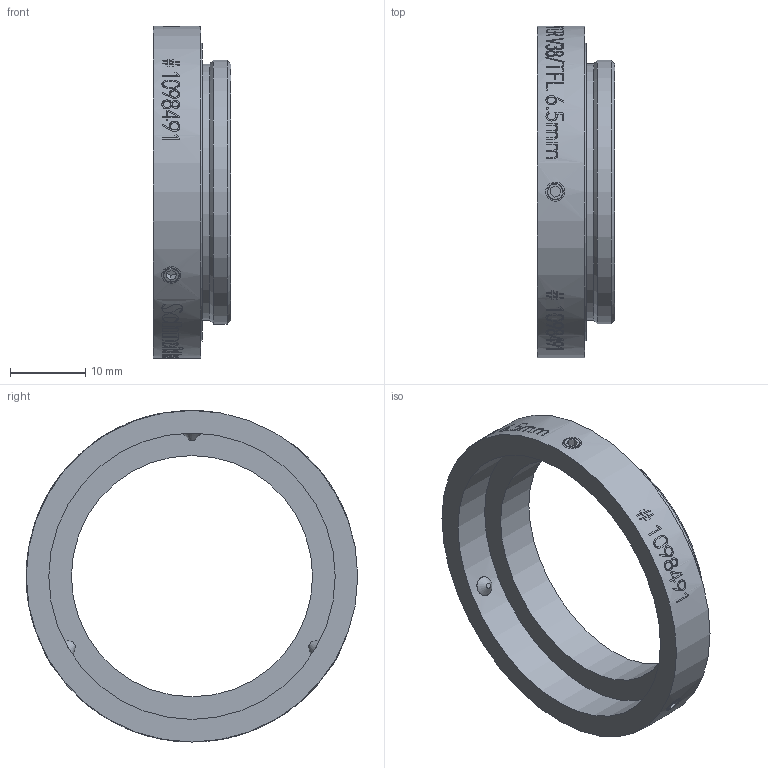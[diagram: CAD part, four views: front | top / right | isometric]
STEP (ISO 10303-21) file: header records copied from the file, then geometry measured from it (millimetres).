
FILE_DESCRIPTION(/* description */ (''),/* implementation_level */ '2;1');
FILE_NAME(/* name */ '1098491_00164216_001.stp',/* time_stamp */ '2022-04-11T14:43:07+02:00',/* author */ (''),/* organization */ (''),/* preprocessor_version */ 'ST-DEVELOPER v16',/* originating_system */ 'SIEMENS PLM Software NX 10.0',/* authorisation */ '');
FILE_SCHEMA (('AP203_CONFIGURATION_CONTROLLED_3D_DESIGN_OF_MECHANICAL_PARTS_AND_ASSEMBLIES_MIM_LF { 1 0 10303 403 2 1 2}'));
Length unit declared in the file: millimetre
Products named in the file (1): Froe18D4278F5uph
Bounding box: 10.3 x 44 x 44.05 mm (x, y, z)
Volume: 3466.8 mm3; surface area: 4790.8 mm2
Topology: 1 solids, 2 shells, 117 faces, 496 edges, 458 vertices
Faces by surface type: cylinder 77, plane 32, cone 8
Full cylindrical faces by diameter (mm): 2.5 x3, 32 x1, 34 x1, 35 x1, 38 x1, 39.5 x1, 44 x2
Entity records: 6965 total; most frequent: CARTESIAN_POINT 3342, ORIENTED_EDGE 931, EDGE_CURVE 468, VERTEX_POINT 450, B_SPLINE_CURVE_WITH_KNOTS 390, DIRECTION 338, EDGE_LOOP 219, FACE_BOUND 146
